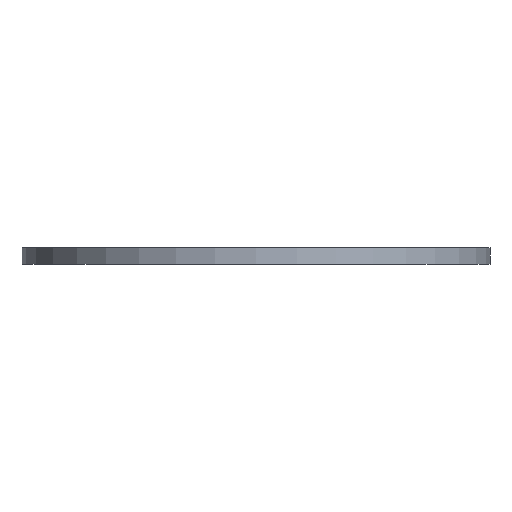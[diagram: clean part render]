
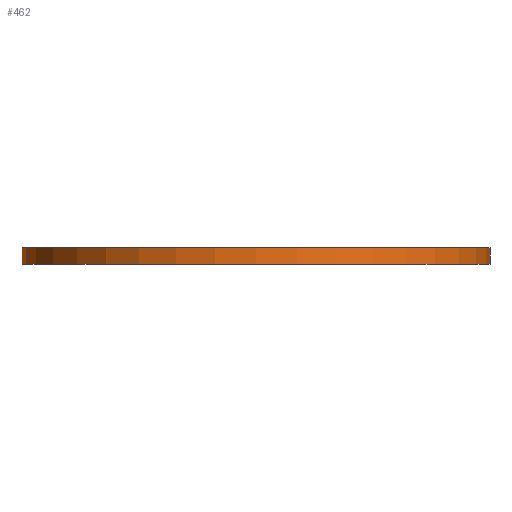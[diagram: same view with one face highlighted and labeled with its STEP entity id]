
A CAD part, front view. The second image highlights one B-rep face of the part: STEP entity #462.
In plain terms, the highlighted cylindrical face has radius 29 mm (diameter 58 mm), a partial arc.
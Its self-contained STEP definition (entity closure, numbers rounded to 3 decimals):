
#10 = CARTESIAN_POINT ( 'NONE',  ( 0., 0., 0. ) ) ;
#38 = DIRECTION ( 'NONE',  ( 0., 0., -1. ) ) ;
#57 = CYLINDRICAL_SURFACE ( 'NONE', #994, 29. ) ;
#85 = CARTESIAN_POINT ( 'NONE',  ( 29., 0., 2. ) ) ;
#184 = CARTESIAN_POINT ( 'NONE',  ( 29., 0., 2. ) ) ;
#244 = VERTEX_POINT ( 'NONE', #1224 ) ;
#255 = CIRCLE ( 'NONE', #665, 29. ) ;
#292 = CARTESIAN_POINT ( 'NONE',  ( 0., 0., 2. ) ) ;
#343 = CARTESIAN_POINT ( 'NONE',  ( 0., 0., 2. ) ) ;
#372 = EDGE_CURVE ( 'NONE', #440, #1216, #255, .T. ) ;
#432 = DIRECTION ( 'NONE',  ( 1., 0., 0. ) ) ;
#440 = VERTEX_POINT ( 'NONE', #1240 ) ;
#441 = EDGE_LOOP ( 'NONE', ( #980, #473, #738, #1154 ) ) ;
#462 = ADVANCED_FACE ( 'NONE', ( #829 ), #57, .T. ) ;
#473 = ORIENTED_EDGE ( 'NONE', *, *, #961, .F. ) ;
#573 = LINE ( 'NONE', #1271, #1284 ) ;
#586 = AXIS2_PLACEMENT_3D ( 'NONE', #292, #678, #1073 ) ;
#597 = DIRECTION ( 'NONE',  ( 0., 0., 1. ) ) ;
#665 = AXIS2_PLACEMENT_3D ( 'NONE', #10, #597, #432 ) ;
#678 = DIRECTION ( 'NONE',  ( 0., 0., 1. ) ) ;
#691 = CIRCLE ( 'NONE', #586, 29. ) ;
#735 = VERTEX_POINT ( 'NONE', #184 ) ;
#738 = ORIENTED_EDGE ( 'NONE', *, *, #1214, .T. ) ;
#783 = DIRECTION ( 'NONE',  ( 0., 0., -1. ) ) ;
#792 = EDGE_CURVE ( 'NONE', #735, #1216, #1257, .T. ) ;
#829 = FACE_OUTER_BOUND ( 'NONE', #441, .T. ) ;
#961 = EDGE_CURVE ( 'NONE', #244, #735, #691, .T. ) ;
#980 = ORIENTED_EDGE ( 'NONE', *, *, #792, .F. ) ;
#994 = AXIS2_PLACEMENT_3D ( 'NONE', #343, #38, #1032 ) ;
#1032 = DIRECTION ( 'NONE',  ( -1., 0., 0. ) ) ;
#1046 = CARTESIAN_POINT ( 'NONE',  ( 29., 0., 0. ) ) ;
#1073 = DIRECTION ( 'NONE',  ( 1., 0., 0. ) ) ;
#1074 = DIRECTION ( 'NONE',  ( 0., 0., -1. ) ) ;
#1154 = ORIENTED_EDGE ( 'NONE', *, *, #372, .T. ) ;
#1214 = EDGE_CURVE ( 'NONE', #244, #440, #573, .T. ) ;
#1216 = VERTEX_POINT ( 'NONE', #1046 ) ;
#1224 = CARTESIAN_POINT ( 'NONE',  ( -29., 0., 2. ) ) ;
#1237 = VECTOR ( 'NONE', #1074, 1000. ) ;
#1240 = CARTESIAN_POINT ( 'NONE',  ( -29., 0., 0. ) ) ;
#1257 = LINE ( 'NONE', #85, #1237 ) ;
#1271 = CARTESIAN_POINT ( 'NONE',  ( -29., 0., 2. ) ) ;
#1284 = VECTOR ( 'NONE', #783, 1000. ) ;
